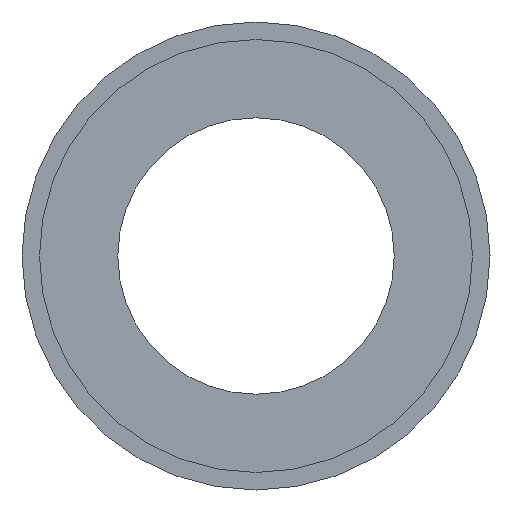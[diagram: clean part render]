
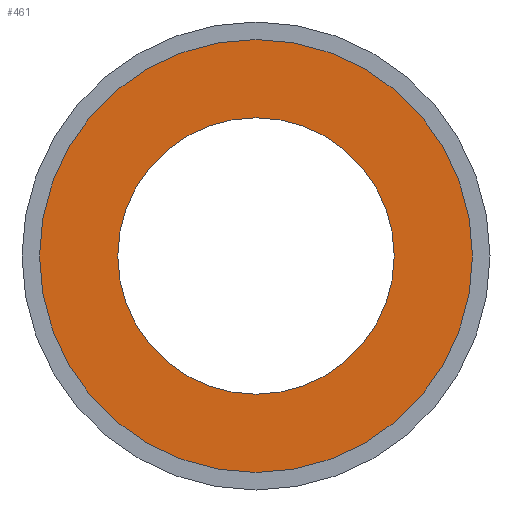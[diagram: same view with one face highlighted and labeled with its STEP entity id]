
A CAD part, front view. The second image highlights one B-rep face of the part: STEP entity #461.
In plain terms, the highlighted planar face has unit normal (0, -1, 0).
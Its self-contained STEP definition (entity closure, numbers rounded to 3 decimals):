
#12 = DIRECTION ( 'NONE',  ( -1., 0., 0. ) ) ;
#37 = CARTESIAN_POINT ( 'NONE',  ( -24.1, 6.5, 0. ) ) ;
#45 = CIRCLE ( 'NONE', #249, 15. ) ;
#47 = ORIENTED_EDGE ( 'NONE', *, *, #574, .T. ) ;
#55 = FACE_BOUND ( 'NONE', #315, .T. ) ;
#58 = DIRECTION ( 'NONE',  ( 0., 1., 0. ) ) ;
#71 = DIRECTION ( 'NONE',  ( 0., 1., 0. ) ) ;
#99 = DIRECTION ( 'NONE',  ( -1., 0., 0. ) ) ;
#116 = AXIS2_PLACEMENT_3D ( 'NONE', #263, #412, #177 ) ;
#131 = CIRCLE ( 'NONE', #158, 15. ) ;
#135 = CARTESIAN_POINT ( 'NONE',  ( 0., 6.5, 0. ) ) ;
#141 = VERTEX_POINT ( 'NONE', #446 ) ;
#158 = AXIS2_PLACEMENT_3D ( 'NONE', #135, #597, #12 ) ;
#159 = VERTEX_POINT ( 'NONE', #332 ) ;
#177 = DIRECTION ( 'NONE',  ( -1., 0., 0. ) ) ;
#187 = VERTEX_POINT ( 'NONE', #194 ) ;
#194 = CARTESIAN_POINT ( 'NONE',  ( 24.1, 6.5, 0. ) ) ;
#233 = CARTESIAN_POINT ( 'NONE',  ( 0., 6.5, 0. ) ) ;
#244 = ORIENTED_EDGE ( 'NONE', *, *, #352, .F. ) ;
#249 = AXIS2_PLACEMENT_3D ( 'NONE', #250, #565, #333 ) ;
#250 = CARTESIAN_POINT ( 'NONE',  ( 0., 6.5, 0. ) ) ;
#254 = CARTESIAN_POINT ( 'NONE',  ( 15., 6.5, 0. ) ) ;
#263 = CARTESIAN_POINT ( 'NONE',  ( 0., 6.5, 0. ) ) ;
#276 = CIRCLE ( 'NONE', #116, 24.1 ) ;
#277 = EDGE_CURVE ( 'NONE', #596, #187, #369, .T. ) ;
#302 = EDGE_CURVE ( 'NONE', #141, #159, #131, .T. ) ;
#305 = AXIS2_PLACEMENT_3D ( 'NONE', #233, #58, #364 ) ;
#315 = EDGE_LOOP ( 'NONE', ( #492, #47 ) ) ;
#332 = CARTESIAN_POINT ( 'NONE',  ( 15., 6.5, 0. ) ) ;
#333 = DIRECTION ( 'NONE',  ( -1., 0., 0. ) ) ;
#352 = EDGE_CURVE ( 'NONE', #187, #596, #276, .T. ) ;
#360 = EDGE_LOOP ( 'NONE', ( #495, #244 ) ) ;
#362 = AXIS2_PLACEMENT_3D ( 'NONE', #254, #71, #99 ) ;
#364 = DIRECTION ( 'NONE',  ( -1., 0., 0. ) ) ;
#369 = CIRCLE ( 'NONE', #305, 24.1 ) ;
#412 = DIRECTION ( 'NONE',  ( 0., 1., 0. ) ) ;
#416 = PLANE ( 'NONE',  #362 ) ;
#428 = FACE_OUTER_BOUND ( 'NONE', #360, .T. ) ;
#446 = CARTESIAN_POINT ( 'NONE',  ( -15., 6.5, 0. ) ) ;
#461 = ADVANCED_FACE ( 'NONE', ( #428, #55 ), #416, .F. ) ;
#492 = ORIENTED_EDGE ( 'NONE', *, *, #302, .T. ) ;
#495 = ORIENTED_EDGE ( 'NONE', *, *, #277, .F. ) ;
#565 = DIRECTION ( 'NONE',  ( 0., 1., 0. ) ) ;
#574 = EDGE_CURVE ( 'NONE', #159, #141, #45, .T. ) ;
#596 = VERTEX_POINT ( 'NONE', #37 ) ;
#597 = DIRECTION ( 'NONE',  ( 0., 1., 0. ) ) ;
